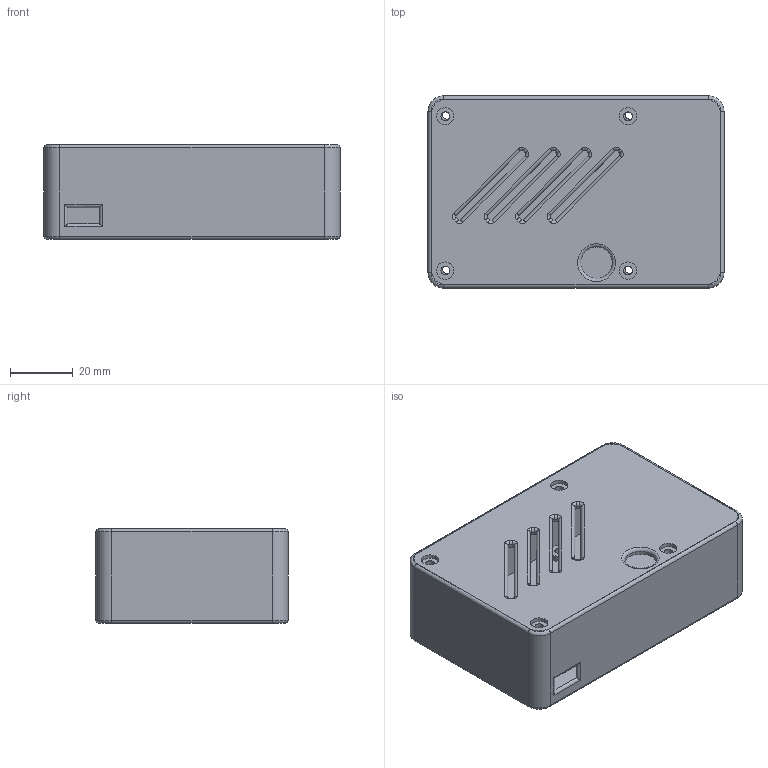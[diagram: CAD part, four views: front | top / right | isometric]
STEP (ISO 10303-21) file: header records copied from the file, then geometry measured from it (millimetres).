
FILE_DESCRIPTION(/* description */ (''),/* implementation_level */ '2;1');
FILE_NAME(/* name */ 'case.stp',/* time_stamp */ '2020-03-31T17:31:36+02:00',/* author */ ('P03759'),/* organization */ (''),/* preprocessor_version */ 'ST-DEVELOPER v15.6',/* originating_system */ 'Autodesk Inventor 2015',/* authorisation */ '');
FILE_SCHEMA (('AUTOMOTIVE_DESIGN { 1 0 10303 214 3 1 1 }'));
Length unit declared in the file: millimetre
Products named in the file (3): case_bottom; case_top; case
Assembly tree (2 placements, depth 2):
  case
    case_bottom
    case_top
Bounding box: 94 x 61 x 30 mm (x, y, z)
Volume: 35784.3 mm3; surface area: 39991.1 mm2
Topology: 2 solids, 2 shells, 172 faces, 399 edges, 246 vertices
Faces by surface type: cylinder 89, plane 54, torus 29
Full cylindrical faces by diameter (mm): 2.75 x8, 5.5 x8, 6 x8, 10 x1
Entity records: 4881 total; most frequent: DIRECTION 919, CARTESIAN_POINT 796, ORIENTED_EDGE 736, AXIS2_PLACEMENT_3D 376, EDGE_CURVE 368, EDGE_LOOP 245, VERTEX_POINT 245, CIRCLE 195
